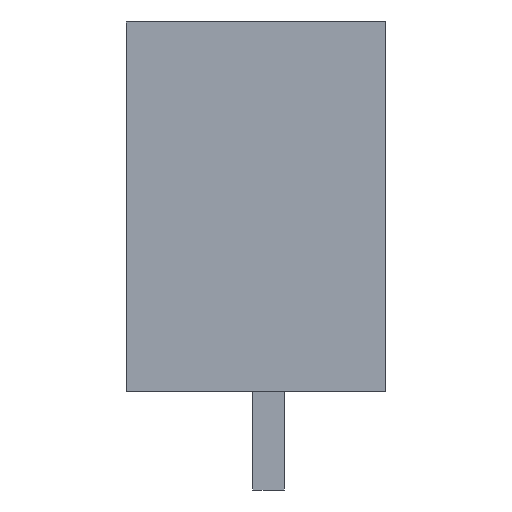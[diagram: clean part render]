
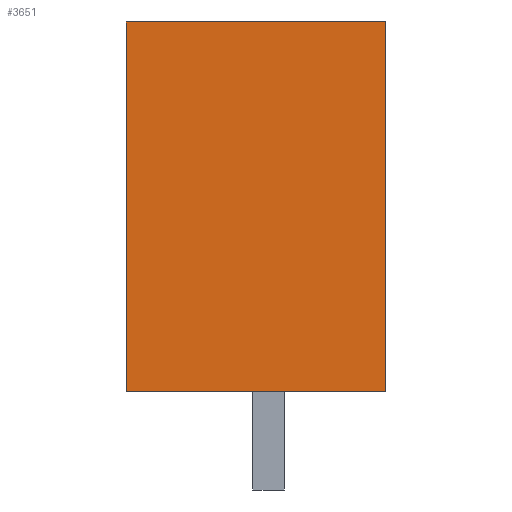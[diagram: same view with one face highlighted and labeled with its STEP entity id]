
A CAD part, left-side view. The second image highlights one B-rep face of the part: STEP entity #3651.
In plain terms, the highlighted planar face has unit normal (-1, 0, 0).
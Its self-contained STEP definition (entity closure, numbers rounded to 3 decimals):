
#3631=AXIS2_PLACEMENT_3D('Plane Axis2P3D',#3628,#3629,#3630) ;
#1173=CARTESIAN_POINT('Vertex',(0.,0.,3.2)) ;
#1176=CARTESIAN_POINT('Line Origine',(0.,4.215,3.2)) ;
#1180=CARTESIAN_POINT('Vertex',(0.,8.43,3.2)) ;
#3464=CARTESIAN_POINT('Line Origine',(0.,0.,9.2)) ;
#3468=CARTESIAN_POINT('Vertex',(0.,0.,15.2)) ;
#3628=CARTESIAN_POINT('Axis2P3D Location',(0.,8.43,15.2)) ;
#3633=CARTESIAN_POINT('Line Origine',(0.,4.215,15.2)) ;
#3637=CARTESIAN_POINT('Vertex',(0.,8.43,15.2)) ;
#3640=CARTESIAN_POINT('Line Origine',(0.,8.43,9.2)) ;
#1177=DIRECTION('Vector Direction',(0.,-1.,0.)) ;
#3465=DIRECTION('Vector Direction',(0.,0.,-1.)) ;
#3629=DIRECTION('Axis2P3D Direction',(-1.,0.,0.)) ;
#3630=DIRECTION('Axis2P3D XDirection',(0.,0.,1.)) ;
#3634=DIRECTION('Vector Direction',(0.,-1.,0.)) ;
#3641=DIRECTION('Vector Direction',(0.,0.,-1.)) ;
#1178=VECTOR('Line Direction',#1177,1.) ;
#3466=VECTOR('Line Direction',#3465,1.) ;
#3635=VECTOR('Line Direction',#3634,1.) ;
#3642=VECTOR('Line Direction',#3641,1.) ;
#3646=ORIENTED_EDGE('',*,*,#3639,.F.) ;
#3647=ORIENTED_EDGE('',*,*,#3644,.T.) ;
#3648=ORIENTED_EDGE('',*,*,#1182,.T.) ;
#3649=ORIENTED_EDGE('',*,*,#3470,.F.) ;
#3651=ADVANCED_FACE('HOUSING',(#3650),#3632,.T.) ;
#1182=EDGE_CURVE('',#1181,#1174,#1179,.T.) ;
#3470=EDGE_CURVE('',#3469,#1174,#3467,.T.) ;
#3639=EDGE_CURVE('',#3638,#3469,#3636,.T.) ;
#3644=EDGE_CURVE('',#3638,#1181,#3643,.T.) ;
#3645=EDGE_LOOP('',(#3646,#3647,#3648,#3649)) ;
#3650=FACE_OUTER_BOUND('',#3645,.T.) ;
#1179=LINE('Line',#1176,#1178) ;
#3467=LINE('Line',#3464,#3466) ;
#3636=LINE('Line',#3633,#3635) ;
#3643=LINE('Line',#3640,#3642) ;
#3632=PLANE('',#3631) ;
#1174=VERTEX_POINT('',#1173) ;
#1181=VERTEX_POINT('',#1180) ;
#3469=VERTEX_POINT('',#3468) ;
#3638=VERTEX_POINT('',#3637) ;
